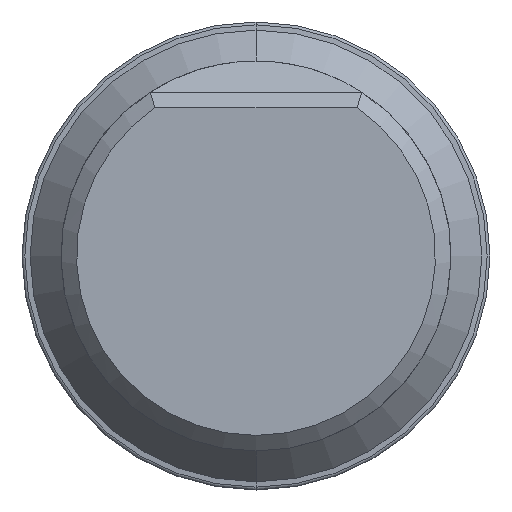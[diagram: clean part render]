
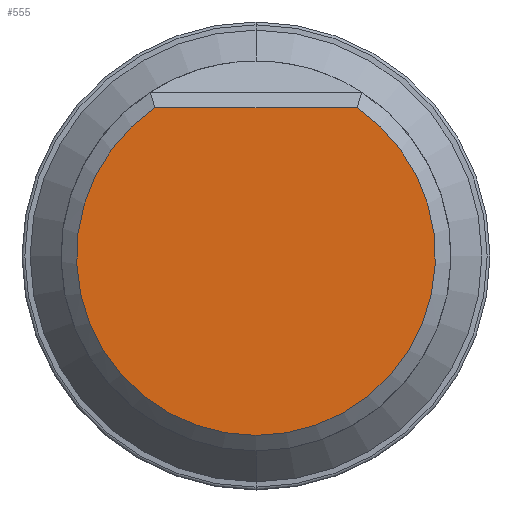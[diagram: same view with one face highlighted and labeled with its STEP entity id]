
A CAD part, front view. The second image highlights one B-rep face of the part: STEP entity #555.
In plain terms, the highlighted planar face has unit normal (0, -1, 0).
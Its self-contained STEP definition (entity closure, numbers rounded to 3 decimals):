
#24 = EDGE_LOOP ( 'NONE', ( #447, #556 ) ) ;
#73 = LINE ( 'NONE', #120, #769 ) ;
#89 = PLANE ( 'NONE',  #521 ) ;
#107 = CARTESIAN_POINT ( 'NONE',  ( 0., 0., 0. ) ) ;
#120 = CARTESIAN_POINT ( 'NONE',  ( 0., 0., 9.5 ) ) ;
#151 = EDGE_CURVE ( 'NONE', #236, #751, #73, .T. ) ;
#233 = DIRECTION ( 'NONE',  ( 0., 0., -1. ) ) ;
#236 = VERTEX_POINT ( 'NONE', #354 ) ;
#293 = FACE_OUTER_BOUND ( 'NONE', #24, .T. ) ;
#301 = CIRCLE ( 'NONE', #595, 11.5 ) ;
#354 = CARTESIAN_POINT ( 'NONE',  ( 6.481, 0., 9.5 ) ) ;
#373 = DIRECTION ( 'NONE',  ( 0., 0., -1. ) ) ;
#444 = CARTESIAN_POINT ( 'NONE',  ( -6.481, 0., 9.5 ) ) ;
#447 = ORIENTED_EDGE ( 'NONE', *, *, #151, .T. ) ;
#521 = AXIS2_PLACEMENT_3D ( 'NONE', #630, #771, #233 ) ;
#528 = DIRECTION ( 'NONE',  ( -1., 0., 0. ) ) ;
#555 = ADVANCED_FACE ( 'NONE', ( #293 ), #89, .T. ) ;
#556 = ORIENTED_EDGE ( 'NONE', *, *, #706, .T. ) ;
#595 = AXIS2_PLACEMENT_3D ( 'NONE', #107, #642, #373 ) ;
#630 = CARTESIAN_POINT ( 'NONE',  ( 0., 0., 0. ) ) ;
#642 = DIRECTION ( 'NONE',  ( 0., -1., 0. ) ) ;
#706 = EDGE_CURVE ( 'NONE', #751, #236, #301, .T. ) ;
#751 = VERTEX_POINT ( 'NONE', #444 ) ;
#769 = VECTOR ( 'NONE', #528, 1000. ) ;
#771 = DIRECTION ( 'NONE',  ( 0., -1., 0. ) ) ;
